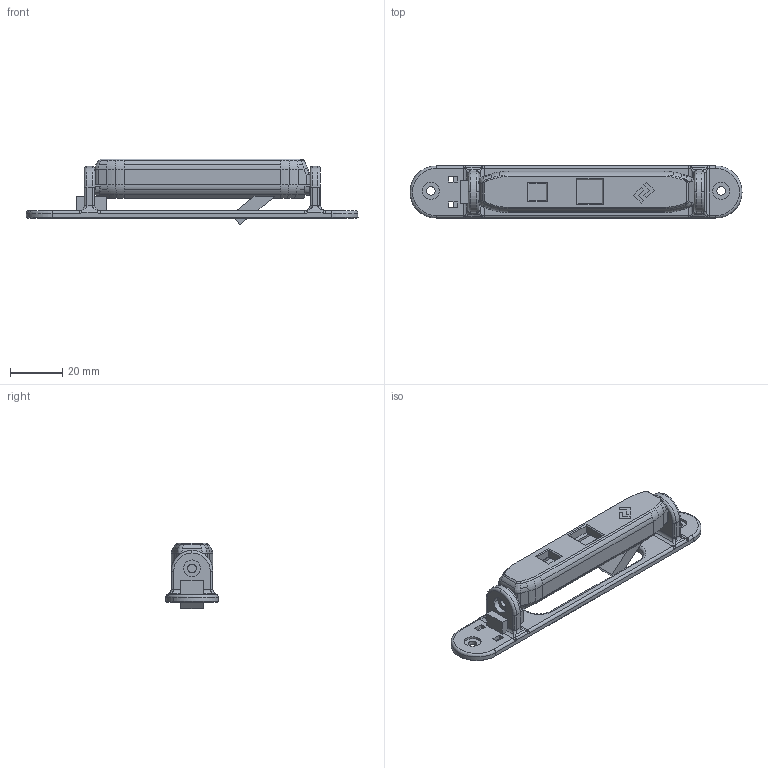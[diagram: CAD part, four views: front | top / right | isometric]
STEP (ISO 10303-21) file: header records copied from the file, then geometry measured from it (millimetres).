
FILE_DESCRIPTION(('STEP AP214'),'1');
FILE_NAME('Armored Observer WaveShare OV 5648 Cam Mount.stp','2021-10-29T18:44:56',(' '),(' '),'Spatial InterOp 3D',' ',' ');
FILE_SCHEMA(('AUTOMOTIVE_DESIGN { 1 0 10303 214 1 1 1 1 }'));
Length unit declared in the file: metre
Products named in the file (9): Helper; Socket; Cutter; Cutter PC; Remake V0.2; Body_x1; Mount_x1; [a]_Cover_x1; Armored Observer WaveShare OV 5648 Cam Mount
Assembly tree (8 placements, depth 4):
  Armored Observer WaveShare OV 5648 Cam Mount
    Remake V0.2
      Helper
        Socket
        Cutter
        Cutter PC
      Body_x1
      Mount_x1
      [a]_Cover_x1
Bounding box: 127.4 x 20 x 25.3 mm (x, y, z)
Volume: 21321.1 mm3; surface area: 16879.2 mm2
Topology: 9 solids, 9 shells, 438 faces, 1093 edges, 678 vertices
Faces by surface type: plane 176, cylinder 176, torus 38, cone 28, bspline 12, sphere 8
Entity records: 16048 total; most frequent: CARTESIAN_POINT 4960, DIRECTION 2425, ORIENTED_EDGE 2186, EDGE_CURVE 1093, AXIS2_PLACEMENT_3D 899, VERTEX_POINT 678, LINE 627, VECTOR 627
